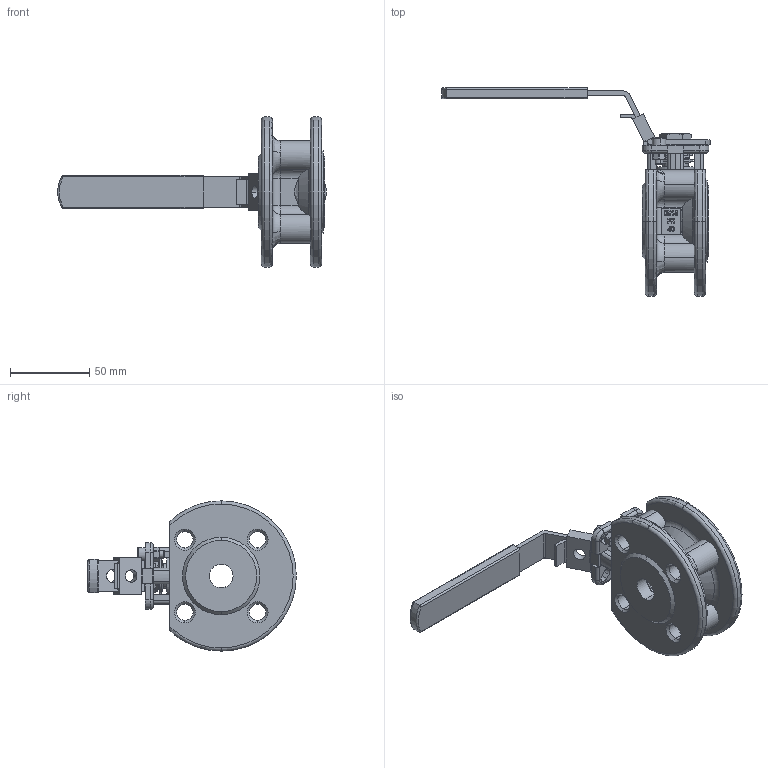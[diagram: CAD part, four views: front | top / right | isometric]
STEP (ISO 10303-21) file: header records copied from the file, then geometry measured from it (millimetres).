
FILE_DESCRIPTION (( 'STEP AP203' ), '1' );
FILE_NAME ('KV-L7N-DN15-忒梟.STEP', '2024-10-30T01:33:40', ( 'Sysceo.com' ), ( '' ), 'SwSTEP 2.0', 'SolidWorks 2013', '' );
FILE_SCHEMA (( 'CONFIG_CONTROL_DESIGN' ));
Length unit declared in the file: millimetre
Products named in the file (1): KV-L7N-DN15-忒梟
Bounding box: 169.84 x 131.97 x 95 mm (x, y, z)
Volume: 184692.1 mm3; surface area: 82333.4 mm2
Topology: 23 solids, 23 shells, 972 faces, 2506 edges, 1599 vertices
Faces by surface type: plane 452, cylinder 242, cone 138, bspline 71, torus 58, sphere 11
Entity records: 36078 total; most frequent: CARTESIAN_POINT 12496, ORIENTED_EDGE 4964, DIRECTION 4778, EDGE_CURVE 2482, AXIS2_PLACEMENT_3D 1709, VERTEX_POINT 1590, VECTOR 1360, LINE 1360
